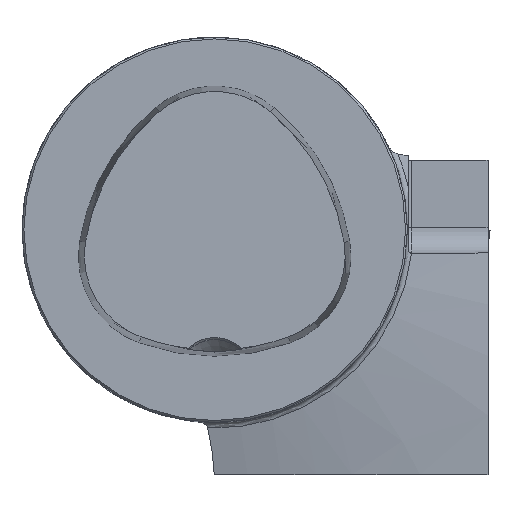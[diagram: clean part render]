
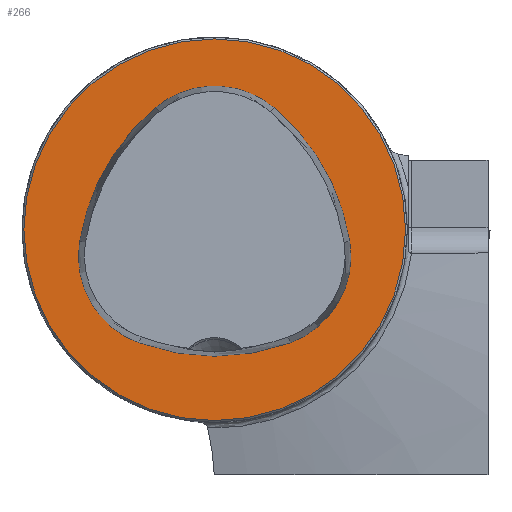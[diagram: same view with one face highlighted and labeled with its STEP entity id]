
A CAD part, top view. The second image highlights one B-rep face of the part: STEP entity #266.
In plain terms, the highlighted planar face has unit normal (0, 0, 1).
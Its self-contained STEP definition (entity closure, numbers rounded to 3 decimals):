
#106=FACE_BOUND('',#524,.T.);
#107=FACE_BOUND('',#525,.T.);
#174=CIRCLE('',#1975,36.075);
#176=CIRCLE('',#1978,36.075);
#177=CIRCLE('',#1979,15.075);
#178=CIRCLE('',#1980,36.075);
#179=CIRCLE('',#1981,15.075);
#180=CIRCLE('',#1982,15.075);
#181=CIRCLE('',#1983,31.2);
#266=ADVANCED_FACE('CU_E_LO_SU_1',(#106,#107),#356,.T.);
#356=PLANE('',#1984);
#524=EDGE_LOOP('',(#748,#749,#750,#751,#752,#753));
#525=EDGE_LOOP('',(#754));
#748=ORIENTED_EDGE('',*,*,#1416,.F.);
#749=ORIENTED_EDGE('',*,*,#1417,.F.);
#750=ORIENTED_EDGE('',*,*,#1418,.F.);
#751=ORIENTED_EDGE('',*,*,#1419,.F.);
#752=ORIENTED_EDGE('',*,*,#1413,.F.);
#753=ORIENTED_EDGE('',*,*,#1420,.F.);
#754=ORIENTED_EDGE('',*,*,#1421,.T.);
#1225=VERTEX_POINT('',#3173);
#1226=VERTEX_POINT('',#3175);
#1228=VERTEX_POINT('',#3181);
#1229=VERTEX_POINT('',#3182);
#1230=VERTEX_POINT('',#3184);
#1231=VERTEX_POINT('',#3186);
#1232=VERTEX_POINT('',#3190);
#1413=EDGE_CURVE('',#1225,#1226,#174,.T.);
#1416=EDGE_CURVE('',#1228,#1229,#176,.T.);
#1417=EDGE_CURVE('',#1230,#1228,#177,.T.);
#1418=EDGE_CURVE('',#1231,#1230,#178,.T.);
#1419=EDGE_CURVE('',#1226,#1231,#179,.T.);
#1420=EDGE_CURVE('',#1229,#1225,#180,.T.);
#1421=EDGE_CURVE('',#1232,#1232,#181,.T.);
#1975=AXIS2_PLACEMENT_3D('',#3174,#2231,#2232);
#1978=AXIS2_PLACEMENT_3D('',#3180,#2238,#2239);
#1979=AXIS2_PLACEMENT_3D('',#3183,#2240,#2241);
#1980=AXIS2_PLACEMENT_3D('',#3185,#2242,#2243);
#1981=AXIS2_PLACEMENT_3D('',#3187,#2244,#2245);
#1982=AXIS2_PLACEMENT_3D('',#3188,#2246,#2247);
#1983=AXIS2_PLACEMENT_3D('',#3189,#2248,#2249);
#1984=AXIS2_PLACEMENT_3D('',#3191,#2250,#2251);
#2231=DIRECTION('',(0.,0.,1.));
#2232=DIRECTION('',(1.,0.,0.));
#2238=DIRECTION('',(0.,0.,1.));
#2239=DIRECTION('',(1.,0.,0.));
#2240=DIRECTION('',(0.,0.,1.));
#2241=DIRECTION('',(1.,0.,0.));
#2242=DIRECTION('',(0.,0.,1.));
#2243=DIRECTION('',(1.,0.,0.));
#2244=DIRECTION('',(0.,0.,1.));
#2245=DIRECTION('',(1.,0.,0.));
#2246=DIRECTION('',(0.,0.,1.));
#2247=DIRECTION('',(1.,0.,0.));
#2248=DIRECTION('',(0.,0.,1.));
#2249=DIRECTION('',(1.,0.,0.));
#2250=DIRECTION('',(0.,0.,1.));
#2251=DIRECTION('',(1.,0.,0.));
#3173=CARTESIAN_POINT('',(-12.368,-18.489,0.));
#3174=CARTESIAN_POINT('',(0.,15.4,0.));
#3175=CARTESIAN_POINT('',(12.368,-18.489,0.));
#3180=CARTESIAN_POINT('',(13.535,-7.656,0.));
#3181=CARTESIAN_POINT('',(-9.716,19.927,0.));
#3182=CARTESIAN_POINT('',(-22.084,-1.937,0.));
#3183=CARTESIAN_POINT('',(0.,8.4,0.));
#3184=CARTESIAN_POINT('',(9.716,19.927,0.));
#3185=CARTESIAN_POINT('',(-13.535,-7.656,0.));
#3186=CARTESIAN_POINT('',(22.084,-1.937,0.));
#3187=CARTESIAN_POINT('',(7.2,-4.327,0.));
#3188=CARTESIAN_POINT('',(-7.2,-4.327,0.));
#3189=CARTESIAN_POINT('',(0.,0.,0.));
#3190=CARTESIAN_POINT('',(31.2,0.,0.));
#3191=CARTESIAN_POINT('',(0.,0.,0.));
